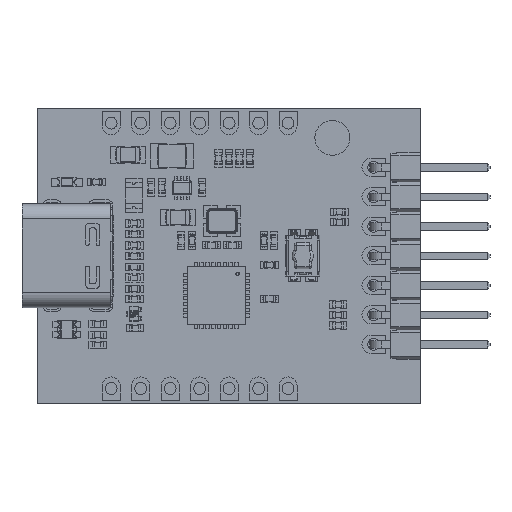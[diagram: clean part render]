
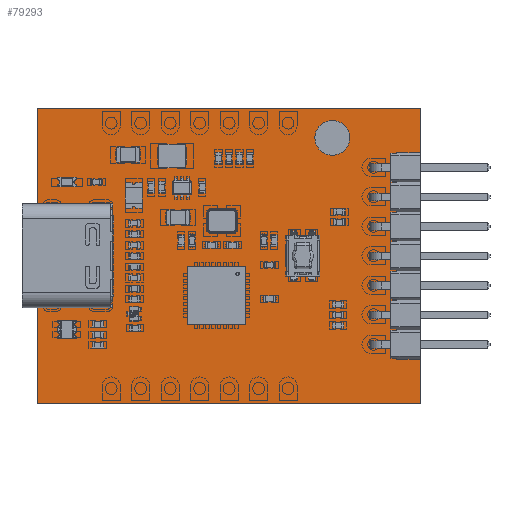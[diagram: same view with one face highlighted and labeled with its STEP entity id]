
A CAD part, top view. The second image highlights one B-rep face of the part: STEP entity #79293.
In plain terms, the highlighted planar face has unit normal (0, 0, 1).
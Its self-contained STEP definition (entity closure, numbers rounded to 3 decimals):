
#7308=FACE_BOUND('',#15323,.T.);
#11061=FACE_OUTER_BOUND('',#15322,.T.);
#15322=EDGE_LOOP('',(#72461,#72462,#72463,#72464));
#15323=EDGE_LOOP('',(#72465));
#17973=CIRCLE('',#89510,1.5);
#26186=LINE('',#140346,#34389);
#26190=LINE('',#140353,#34393);
#26193=LINE('',#140359,#34396);
#26195=LINE('',#140362,#34398);
#34389=VECTOR('',#112290,10.);
#34393=VECTOR('',#112296,10.);
#34396=VECTOR('',#112301,10.);
#34398=VECTOR('',#112305,10.);
#42653=VERTEX_POINT('',#140343);
#42654=VERTEX_POINT('',#140345);
#42656=VERTEX_POINT('',#140351);
#42658=VERTEX_POINT('',#140357);
#42660=VERTEX_POINT('',#140367);
#53642=EDGE_CURVE('',#42654,#42653,#26186,.T.);
#53646=EDGE_CURVE('',#42653,#42656,#26190,.T.);
#53649=EDGE_CURVE('',#42656,#42658,#26193,.T.);
#53651=EDGE_CURVE('',#42658,#42654,#26195,.T.);
#53653=EDGE_CURVE('',#42660,#42660,#17973,.T.);
#72461=ORIENTED_EDGE('',*,*,#53642,.T.);
#72462=ORIENTED_EDGE('',*,*,#53646,.T.);
#72463=ORIENTED_EDGE('',*,*,#53649,.T.);
#72464=ORIENTED_EDGE('',*,*,#53651,.T.);
#72465=ORIENTED_EDGE('',*,*,#53653,.F.);
#75520=PLANE('',#89509);
#79293=ADVANCED_FACE('',(#11061,#7308),#75520,.T.);
#89509=AXIS2_PLACEMENT_3D('',#140366,#112310,#112311);
#89510=AXIS2_PLACEMENT_3D('',#140368,#112312,#112313);
#112290=DIRECTION('',(-1.,0.,0.));
#112296=DIRECTION('',(0.,-1.,0.));
#112301=DIRECTION('',(1.,0.,0.));
#112305=DIRECTION('',(0.,1.,0.));
#112310=DIRECTION('center_axis',(0.,0.,1.));
#112311=DIRECTION('ref_axis',(1.,0.,0.));
#112312=DIRECTION('center_axis',(0.,0.,1.));
#112313=DIRECTION('ref_axis',(-1.,0.,0.));
#140343=CARTESIAN_POINT('',(-0.005,25.414,0.03));
#140345=CARTESIAN_POINT('',(33.027,25.414,0.03));
#140346=CARTESIAN_POINT('',(-0.005,25.414,0.03));
#140351=CARTESIAN_POINT('',(-0.005,-0.051,0.03));
#140353=CARTESIAN_POINT('',(-0.005,-0.051,0.03));
#140357=CARTESIAN_POINT('',(33.027,-0.051,0.03));
#140359=CARTESIAN_POINT('',(33.027,-0.051,0.03));
#140362=CARTESIAN_POINT('',(33.027,25.414,0.03));
#140366=CARTESIAN_POINT('Origin',(16.511,12.682,0.03));
#140367=CARTESIAN_POINT('',(26.9,22.86,0.03));
#140368=CARTESIAN_POINT('Origin',(25.4,22.86,0.03));
